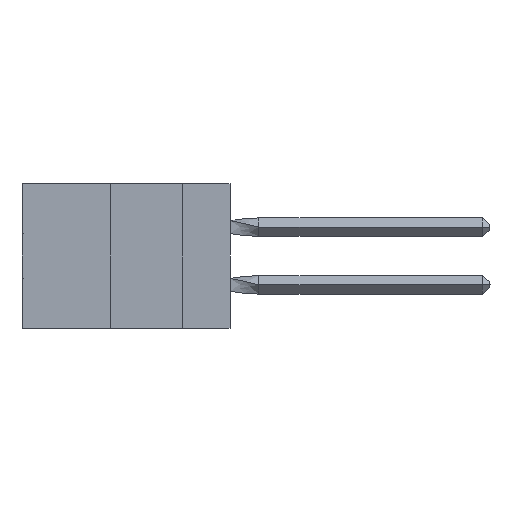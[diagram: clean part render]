
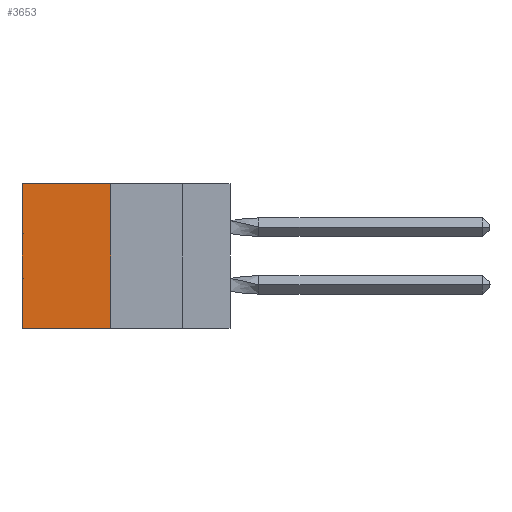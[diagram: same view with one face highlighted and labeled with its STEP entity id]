
A CAD part, left-side view. The second image highlights one B-rep face of the part: STEP entity #3653.
In plain terms, the highlighted planar face has unit normal (-1, 0, 0).
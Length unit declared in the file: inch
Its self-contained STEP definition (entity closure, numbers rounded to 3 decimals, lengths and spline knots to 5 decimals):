
#462 = CARTESIAN_POINT ( 'NONE',  ( 0.305, 0.413, 0. ) ) ;
#1066 = DIRECTION ( 'NONE',  ( 1., 0., 0. ) ) ;
#2649 = CARTESIAN_POINT ( 'NONE',  ( 0.305, 0.413, -0.5 ) ) ;
#3489 = EDGE_CURVE ( 'NONE', #19821, #7237, #39225, .T. ) ;
#3653 = ADVANCED_FACE ( 'NONE', ( #20774 ), #38886, .F. ) ;
#3816 = DIRECTION ( 'NONE',  ( 0., 0., -1. ) ) ;
#4891 = CARTESIAN_POINT ( 'NONE',  ( 0.305, 0.413, -0.5 ) ) ;
#7237 = VERTEX_POINT ( 'NONE', #32740 ) ;
#8525 = DIRECTION ( 'NONE',  ( 0., 1., 0. ) ) ;
#8861 = DIRECTION ( 'NONE',  ( 0., 0., -1. ) ) ;
#9078 = EDGE_CURVE ( 'NONE', #19821, #26644, #31890, .T. ) ;
#9874 = CARTESIAN_POINT ( 'NONE',  ( 0.305, 0.72, -0.5 ) ) ;
#10213 = VECTOR ( 'NONE', #8861, 39.37008 ) ;
#10521 = LINE ( 'NONE', #33303, #42565 ) ;
#10546 = ORIENTED_EDGE ( 'NONE', *, *, #21658, .F. ) ;
#14031 = ORIENTED_EDGE ( 'NONE', *, *, #9078, .F. ) ;
#14593 = VERTEX_POINT ( 'NONE', #9874 ) ;
#15462 = ORIENTED_EDGE ( 'NONE', *, *, #3489, .T. ) ;
#19024 = DIRECTION ( 'NONE',  ( 0., 1., 0. ) ) ;
#19821 = VERTEX_POINT ( 'NONE', #462 ) ;
#20326 = EDGE_LOOP ( 'NONE', ( #27663, #10546, #14031, #15462 ) ) ;
#20774 = FACE_OUTER_BOUND ( 'NONE', #20326, .T. ) ;
#21658 = EDGE_CURVE ( 'NONE', #26644, #14593, #40314, .T. ) ;
#21884 = CARTESIAN_POINT ( 'NONE',  ( 0.305, 0.413, -0.5 ) ) ;
#22482 = CARTESIAN_POINT ( 'NONE',  ( 0.305, 0.413, -0.5 ) ) ;
#25074 = AXIS2_PLACEMENT_3D ( 'NONE', #21884, #1066, #3816 ) ;
#26582 = EDGE_CURVE ( 'NONE', #7237, #14593, #10521, .T. ) ;
#26644 = VERTEX_POINT ( 'NONE', #2649 ) ;
#27663 = ORIENTED_EDGE ( 'NONE', *, *, #26582, .T. ) ;
#31890 = LINE ( 'NONE', #22482, #10213 ) ;
#32160 = CARTESIAN_POINT ( 'NONE',  ( 0.305, 0.413, 0. ) ) ;
#32740 = CARTESIAN_POINT ( 'NONE',  ( 0.305, 0.72, 0. ) ) ;
#33004 = DIRECTION ( 'NONE',  ( 0., 0., -1. ) ) ;
#33303 = CARTESIAN_POINT ( 'NONE',  ( 0.305, 0.72, -0.5 ) ) ;
#36485 = VECTOR ( 'NONE', #8525, 39.37008 ) ;
#38886 = PLANE ( 'NONE',  #25074 ) ;
#39215 = VECTOR ( 'NONE', #19024, 39.37008 ) ;
#39225 = LINE ( 'NONE', #32160, #36485 ) ;
#40314 = LINE ( 'NONE', #4891, #39215 ) ;
#42565 = VECTOR ( 'NONE', #33004, 39.37008 ) ;
